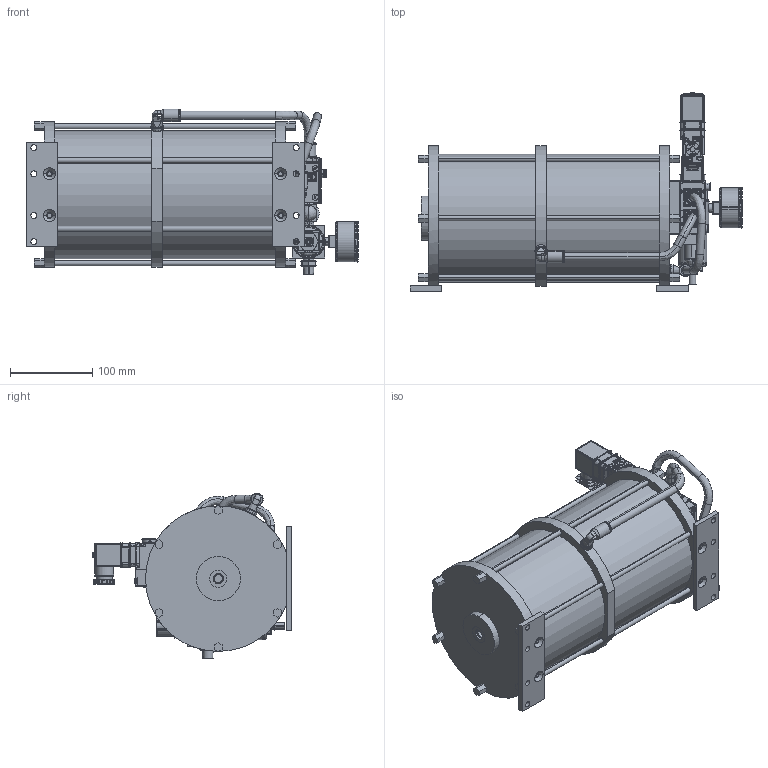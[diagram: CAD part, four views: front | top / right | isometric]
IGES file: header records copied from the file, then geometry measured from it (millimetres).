
Start section:  PTC IGES file: ilcm45500002.igs
Global section: file name: ilcm45500002.igs; native system: Creo Parametric by Parametric Technology Corporation; preprocessor: 2013320; author: twa; organization: Unknown; date: 20160309.093608; units: millimetre
Bounding box: 404.44 x 241.87 x 201.71 mm (x, y, z)
Surface area: 661485.3 mm2 (no closed solid volume)
Topology: 0 solids, 0 shells, 2508 faces, 32854 edges, 41725 vertices
Faces by surface type: bspline 1306, revolution 1132, extrusion 70
